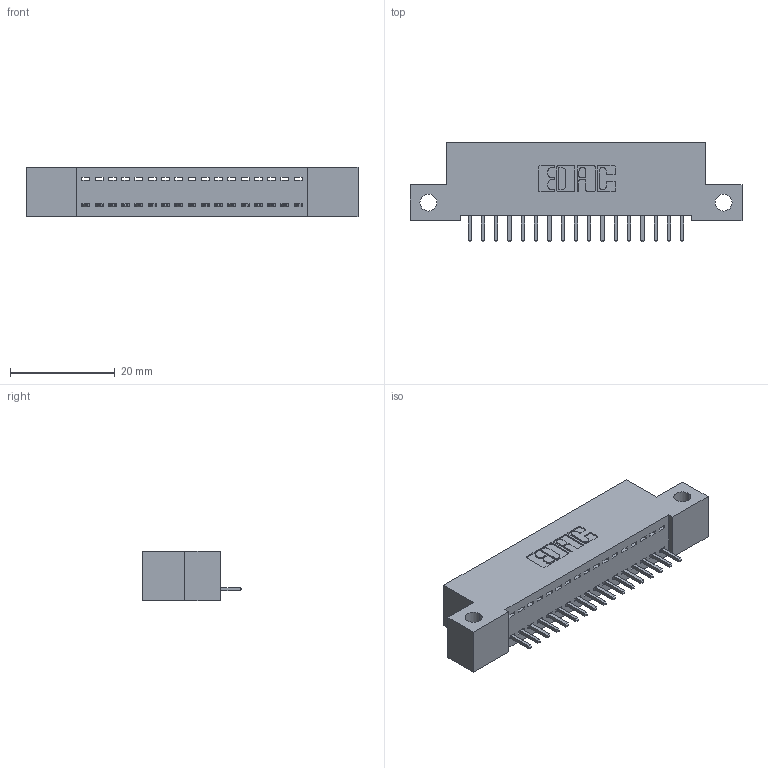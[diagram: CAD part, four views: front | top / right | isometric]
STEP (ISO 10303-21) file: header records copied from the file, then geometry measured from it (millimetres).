
FILE_DESCRIPTION (( 'STEP AP203' ), '1' );
FILE_NAME ('392-017-521-112.STEP', '2019-10-07T03:36:23', ( '' ), ( '' ), 'SwSTEP 2.0', 'SolidWorks 2016', '' );
FILE_SCHEMA (( 'CONFIG_CONTROL_DESIGN' ));
Length unit declared in the file: inch
Products named in the file (3): 342 Part_Side Mount; 345-292-001_345-293-121; 392-017-521-112
Assembly tree (18 placements, depth 2):
  392-017-521-112
    342 Part_Side Mount
    345-292-001_345-293-121  x17
Bounding box: 63.5 x 19.06 x 9.4 mm (x, y, z)
Volume: 5353.3 mm3; surface area: 7045.5 mm2
Topology: 18 solids, 18 shells, 1096 faces, 3291 edges, 2170 vertices
Faces by surface type: plane 780, cylinder 316
Entity records: 13515 total; most frequent: CARTESIAN_POINT 2341, ORIENTED_EDGE 2294, DIRECTION 2025, EDGE_CURVE 1147, VECTOR 1019, LINE 1019, VERTEX_POINT 762, AXIS2_PLACEMENT_3D 503
